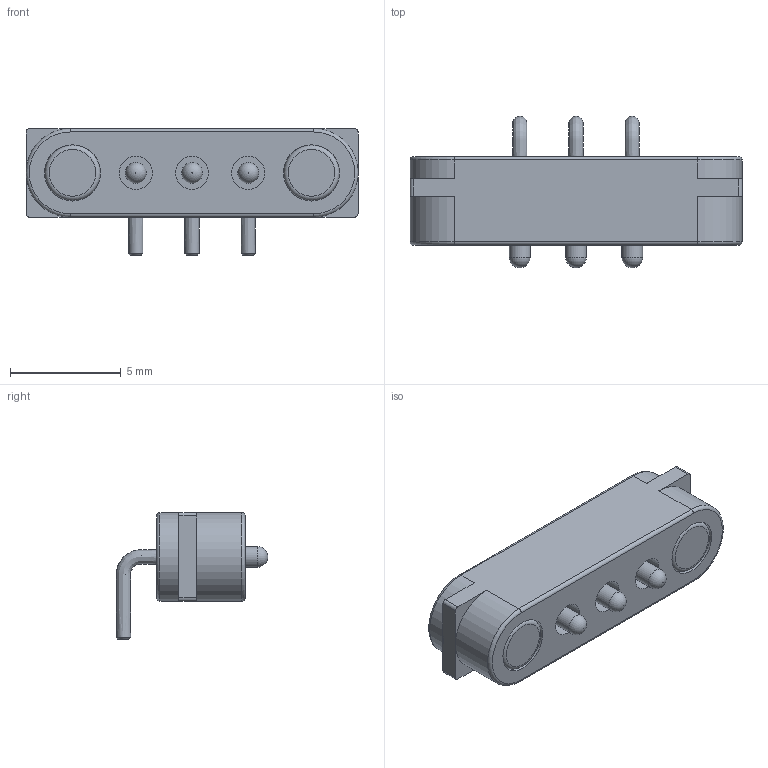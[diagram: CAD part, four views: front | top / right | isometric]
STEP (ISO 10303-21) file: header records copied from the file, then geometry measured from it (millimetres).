
FILE_DESCRIPTION(/* description */ ('Unknown'),/* implementation_level */ '2;1');
FILE_NAME(/* name */ '5360',/* time_stamp */ '2024-11-16T09:10:53+02:00',/* author */ ('Unknown'),/* organization */ ('Unknown'),/* preprocessor_version */ 'ST-DEVELOPER v18.102',/* originating_system */ 'Solid Edge',/* authorisation */ 'Unknown');
FILE_SCHEMA (('AUTOMOTIVE_DESIGN {1 0 10303 214 3 1 1}'));
Length unit declared in the file: millimetre
Products named in the file (1): 5360
Bounding box: 15 x 6.84 x 5.73 mm (x, y, z)
Volume: 228.5 mm3; surface area: 399 mm2
Topology: 1 solids, 1 shells, 83 faces, 180 edges, 116 vertices
Faces by surface type: cylinder 32, plane 31, torus 14, bspline 6
Full cylindrical faces by diameter (mm): 0.5 x6, 0.942 x3, 1.5 x3, 2.5 x4, 2.54 x4
Entity records: 3930 total; most frequent: CARTESIAN_POINT 1746, DIRECTION 348, ORIENTED_EDGE 250, AXIS2_PLACEMENT_3D 154, EDGE_LOOP 136, FACE_BOUND 136, EDGE_CURVE 125, VERTEX_POINT 97
